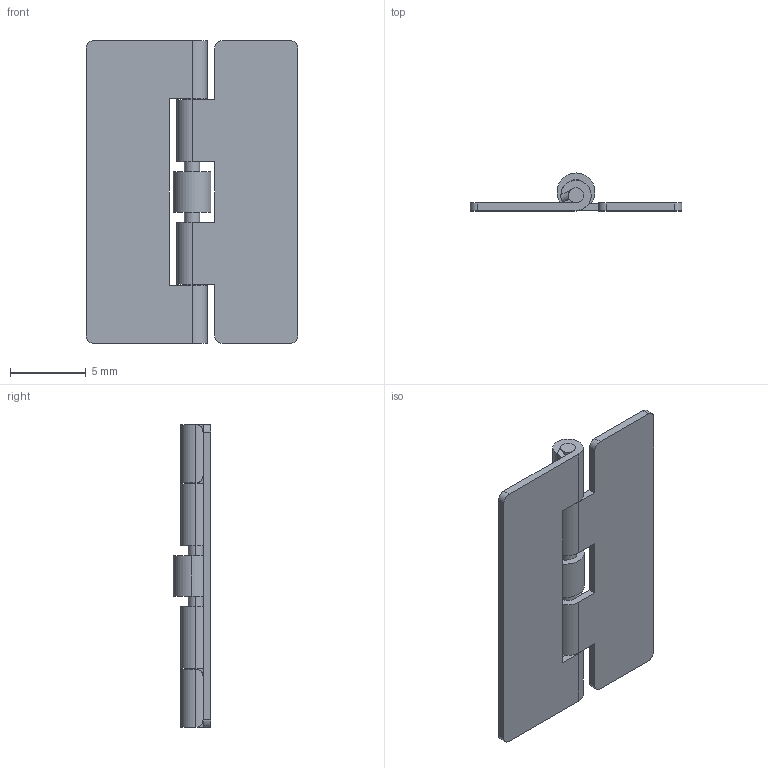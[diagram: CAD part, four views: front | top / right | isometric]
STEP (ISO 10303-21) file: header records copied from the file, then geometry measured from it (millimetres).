
FILE_DESCRIPTION (( 'STEP AP203' ), '1' );
FILE_NAME ('B-1046-4_.STEP', '2007-06-28T11:41:55', ( ' ' ), ( ' ' ), 'SwSTEP 2.0', 'SolidWorks 2006104', '' );
FILE_SCHEMA (( 'CONFIG_CONTROL_DESIGN' ));
Length unit declared in the file: millimetre
Products named in the file (5): B-1046-4_; B-1046-4僸儞僕A_棉太倌; B-1046-4僸儞僕B_棉太倌; B-1046-4幉_棉太倌; B-1046-4僗僾儕儞僌_棉太倌
Assembly tree (4 placements, depth 2):
  B-1046-4_
    B-1046-4僸儞僕B_棉太倌
    B-1046-4僸儞僕A_棉太倌
    B-1046-4幉_棉太倌
    B-1046-4僗僾儕儞僌_棉太倌
Bounding box: 14 x 2.5 x 20 mm (x, y, z)
Volume: 176.2 mm3; surface area: 786.6 mm2
Topology: 4 solids, 4 shells, 72 faces, 192 edges, 128 vertices
Faces by surface type: cylinder 44, plane 28
Entity records: 2875 total; most frequent: CARTESIAN_POINT 559, ORIENTED_EDGE 384, DIRECTION 374, EDGE_CURVE 192, AXIS2_PLACEMENT_3D 135, VERTEX_POINT 128, VECTOR 104, LINE 104
